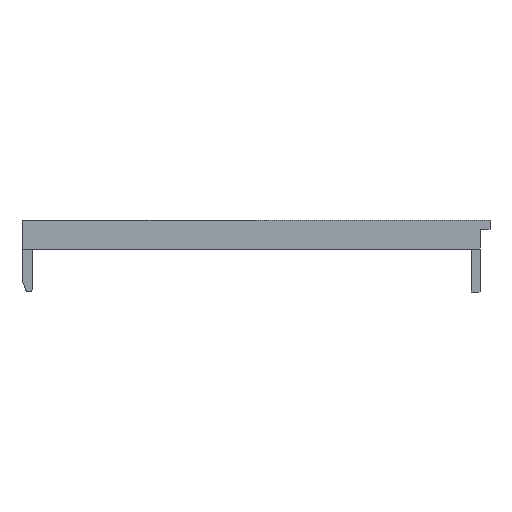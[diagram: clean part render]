
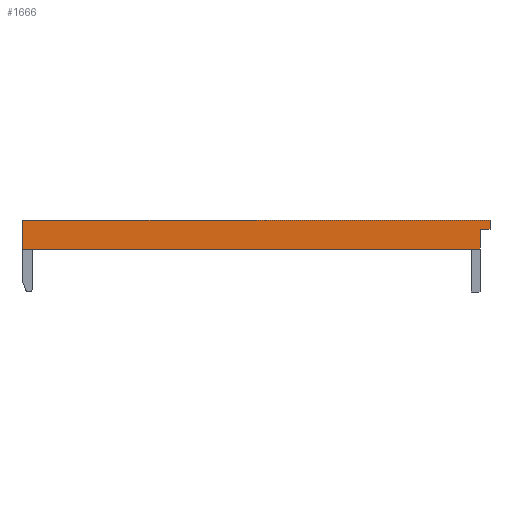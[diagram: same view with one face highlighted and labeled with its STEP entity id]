
A CAD part, front view. The second image highlights one B-rep face of the part: STEP entity #1666.
In plain terms, the highlighted planar face has unit normal (0, -1, 0).
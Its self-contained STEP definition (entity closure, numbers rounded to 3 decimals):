
#218=FACE_OUTER_BOUND('',#320,.T.);
#320=EDGE_LOOP('',(#1429,#1430,#1431,#1432,#1433,#1434));
#477=LINE('',#2678,#648);
#495=LINE('',#2713,#666);
#497=LINE('',#2716,#668);
#510=LINE('',#2732,#681);
#516=LINE('',#2742,#687);
#517=LINE('',#2743,#688);
#648=VECTOR('',#2203,1.);
#666=VECTOR('',#2231,1.);
#668=VECTOR('',#2235,1.);
#681=VECTOR('',#2250,1.);
#687=VECTOR('',#2260,1.);
#688=VECTOR('',#2261,1.);
#833=VERTEX_POINT('',#2675);
#834=VERTEX_POINT('',#2677);
#845=VERTEX_POINT('',#2710);
#846=VERTEX_POINT('',#2712);
#847=VERTEX_POINT('',#2730);
#848=VERTEX_POINT('',#2731);
#1035=EDGE_CURVE('',#834,#833,#477,.T.);
#1053=EDGE_CURVE('',#846,#845,#495,.T.);
#1055=EDGE_CURVE('',#833,#846,#497,.T.);
#1068=EDGE_CURVE('',#847,#848,#510,.T.);
#1074=EDGE_CURVE('',#845,#848,#516,.T.);
#1075=EDGE_CURVE('',#834,#847,#517,.T.);
#1429=ORIENTED_EDGE('',*,*,#1035,.T.);
#1430=ORIENTED_EDGE('',*,*,#1055,.T.);
#1431=ORIENTED_EDGE('',*,*,#1053,.T.);
#1432=ORIENTED_EDGE('',*,*,#1074,.T.);
#1433=ORIENTED_EDGE('',*,*,#1068,.F.);
#1434=ORIENTED_EDGE('',*,*,#1075,.F.);
#1585=PLANE('',#1823);
#1666=ADVANCED_FACE('',(#218),#1585,.F.);
#1823=AXIS2_PLACEMENT_3D('',#2741,#2258,#2259);
#2203=DIRECTION('',(0.,0.,-1.));
#2231=DIRECTION('',(0.035,0.,0.999));
#2235=DIRECTION('',(1.,0.,0.));
#2250=DIRECTION('',(0.,0.,-1.));
#2258=DIRECTION('center_axis',(0.,1.,0.));
#2259=DIRECTION('ref_axis',(0.,0.,1.));
#2260=DIRECTION('',(1.,0.,0.));
#2261=DIRECTION('',(1.,0.,0.));
#2675=CARTESIAN_POINT('',(-7.45,-3.,0.));
#2677=CARTESIAN_POINT('',(-7.45,-3.,2.5));
#2678=CARTESIAN_POINT('',(-7.45,-3.,2.5));
#2710=CARTESIAN_POINT('',(32.05,-3.,1.7));
#2712=CARTESIAN_POINT('',(31.991,-3.,0.));
#2713=CARTESIAN_POINT('',(32.03,-3.,1.121));
#2716=CARTESIAN_POINT('',(-7.45,-3.,0.));
#2730=CARTESIAN_POINT('',(32.85,-3.,2.5));
#2731=CARTESIAN_POINT('',(32.85,-3.,1.7));
#2732=CARTESIAN_POINT('',(32.85,-3.,2.5));
#2741=CARTESIAN_POINT('Origin',(-7.45,-3.,2.5));
#2742=CARTESIAN_POINT('',(-7.45,-3.,1.7));
#2743=CARTESIAN_POINT('',(-7.45,-3.,2.5));
